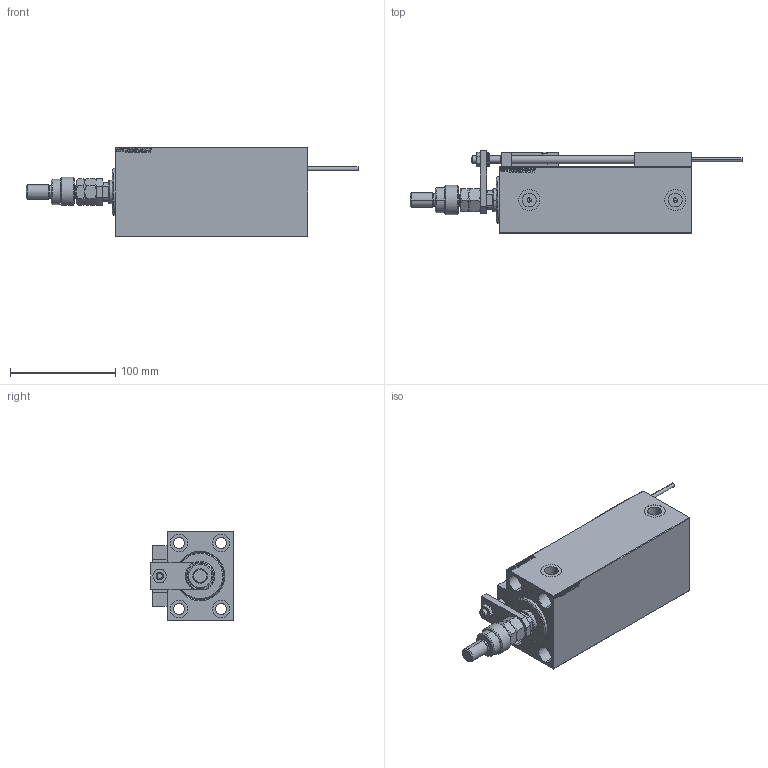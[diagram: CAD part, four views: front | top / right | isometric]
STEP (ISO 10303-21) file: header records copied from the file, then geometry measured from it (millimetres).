
FILE_DESCRIPTION (( 'STEP AP203' ), '1' );
FILE_NAME ('4481.STEP', '2022-04-17T08:40:35', ( '' ), ( '' ), 'SwSTEP 2.0', 'SolidWorks 2019', '' );
FILE_SCHEMA (( 'CONFIG_CONTROL_DESIGN' ));
Length unit declared in the file: millimetre
Products named in the file (18): 4481; ZARAZKA 154729b19c094ef677358824f121726f; V450CM_C_VCP 154729b19c094ef677358824f121726f; KONCOVKA 154729b19c094ef677358824f121726f; SWITCH DIM B,W 154729b19c094ef677358824f121726f; SWITCH X 154729b19c094ef677358824f121726f; MFA 154729b19c094ef677358824f121726f; ALLEN BOLT D8 154729b19c094ef677358824f121726f; MAGNET 154729b19c094ef677358824f121726f; V450CM_C_Body 154729b19c094ef677358824f121726f; NUT_D12 154729b19c094ef677358824f121726f; Block 154729b19c094ef677358824f121726f; TYC_L79 154729b19c094ef677358824f121726f; V450CM_VC_B 154729b19c094ef677358824f121726f; SWITCH_X_FRONT_BACK 154729b19c094ef677358824f121726f; X_Y_DFA 154729b19c094ef677358824f121726f; ALLEN BOLT D5 154729b19c094ef677358824f121726f; FEMALE_PART_FOR_DFA 154729b19c094ef677358824f121726f
Assembly tree (27 placements, depth 3):
  4481
    V450CM_C_Body 154729b19c094ef677358824f121726f
    SWITCH X 154729b19c094ef677358824f121726f
      SWITCH_X_FRONT_BACK 154729b19c094ef677358824f121726f  x2
      TYC_L79 154729b19c094ef677358824f121726f
      Block 154729b19c094ef677358824f121726f  x2
      ALLEN BOLT D5 154729b19c094ef677358824f121726f  x4
      ALLEN BOLT D8 154729b19c094ef677358824f121726f  x4
      MAGNET 154729b19c094ef677358824f121726f  x2
      KONCOVKA 154729b19c094ef677358824f121726f  x2
    NUT_D12 154729b19c094ef677358824f121726f
    SWITCH DIM B,W 154729b19c094ef677358824f121726f
    ZARAZKA 154729b19c094ef677358824f121726f
    V450CM_C_VCP 154729b19c094ef677358824f121726f
    V450CM_VC_B 154729b19c094ef677358824f121726f
    X_Y_DFA 154729b19c094ef677358824f121726f
      FEMALE_PART_FOR_DFA 154729b19c094ef677358824f121726f
      MFA 154729b19c094ef677358824f121726f
Bounding box: 316 x 78.5 x 85 mm (x, y, z)
Volume: 872705.3 mm3; surface area: 175011.8 mm2
Topology: 25 solids, 25 shells, 1384 faces, 3296 edges, 2095 vertices
Faces by surface type: plane 593, bspline 380, cylinder 213, cone 146, torus 48, sphere 4
Entity records: 53742 total; most frequent: CARTESIAN_POINT 26948, ORIENTED_EDGE 5612, DIRECTION 3926, EDGE_CURVE 2806, VERTEX_POINT 1819, VECTOR 1560, LINE 1560, EDGE_LOOP 1303
